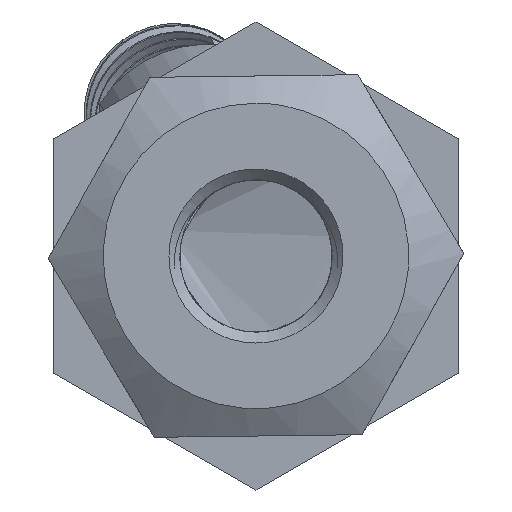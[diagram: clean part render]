
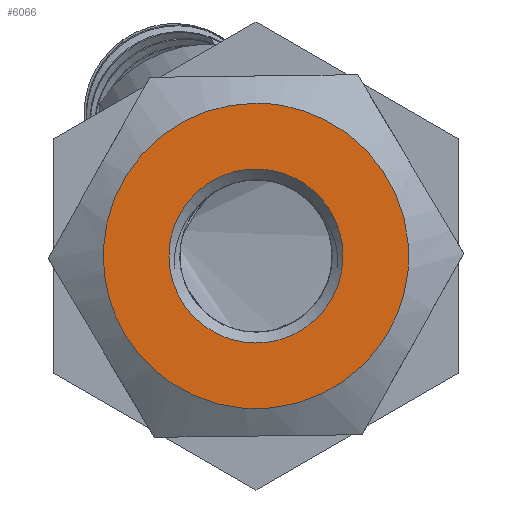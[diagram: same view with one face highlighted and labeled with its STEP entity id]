
A CAD part, left-side view. The second image highlights one B-rep face of the part: STEP entity #6066.
In plain terms, the highlighted free-form (B-spline) face has degree [1, 1] with [2, 2] control points.
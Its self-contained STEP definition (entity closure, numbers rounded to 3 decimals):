
#3210 = EDGE_CURVE('',#3211,#3211,#3213,.T.);
#3211 = VERTEX_POINT('',#3212);
#3212 = CARTESIAN_POINT('',(0.,0.,3.543));
#3213 = ( BOUNDED_CURVE() B_SPLINE_CURVE(2,(#3214,#3215,#3216,#3217,
#3218,#3219,#3220),.UNSPECIFIED.,.T.,.F.) B_SPLINE_CURVE_WITH_KNOTS((3,2
    ,2,3),(3.142,5.236,7.33,9.425),
.PIECEWISE_BEZIER_KNOTS.) CURVE() GEOMETRIC_REPRESENTATION_ITEM() 
RATIONAL_B_SPLINE_CURVE((1.,0.5,1.,0.5,1.,0.5,1.)) REPRESENTATION_ITEM(
  '') );
#3214 = CARTESIAN_POINT('',(0.,0.,3.543));
#3215 = CARTESIAN_POINT('',(0.,6.137,3.543));
#3216 = CARTESIAN_POINT('',(0.,3.068,-1.771));
#3217 = CARTESIAN_POINT('',(0.,0.,-7.086));
#3218 = CARTESIAN_POINT('',(0.,-3.068,-1.771));
#3219 = CARTESIAN_POINT('',(0.,-6.137,3.543));
#3220 = CARTESIAN_POINT('',(0.,0.,3.543));
#6030 = VERTEX_POINT('',#6031);
#6031 = CARTESIAN_POINT('',(0.,2.018,0.));
#6036 = EDGE_CURVE('',#6030,#6030,#6037,.T.);
#6037 = ( BOUNDED_CURVE() B_SPLINE_CURVE(2,(#6038,#6039,#6040,#6041,
#6042,#6043,#6044),.UNSPECIFIED.,.T.,.F.) B_SPLINE_CURVE_WITH_KNOTS((3,2
    ,2,3),(3.142,5.236,7.33,9.425),
.PIECEWISE_BEZIER_KNOTS.) CURVE() GEOMETRIC_REPRESENTATION_ITEM() 
RATIONAL_B_SPLINE_CURVE((1.,0.5,1.,0.5,1.,0.5,1.)) REPRESENTATION_ITEM(
  '') );
#6038 = CARTESIAN_POINT('',(0.,2.018,0.));
#6039 = CARTESIAN_POINT('',(0.,2.018,-3.496));
#6040 = CARTESIAN_POINT('',(0.,-1.009,-1.748));
#6041 = CARTESIAN_POINT('',(0.,-4.036,0.));
#6042 = CARTESIAN_POINT('',(0.,-1.009,1.748));
#6043 = CARTESIAN_POINT('',(0.,2.018,3.496));
#6044 = CARTESIAN_POINT('',(0.,2.018,0.));
#6066 = ADVANCED_FACE('',(#6067,#6070),#6073,.T.);
#6067 = FACE_BOUND('',#6068,.T.);
#6068 = EDGE_LOOP('',(#6069));
#6069 = ORIENTED_EDGE('',*,*,#3210,.T.);
#6070 = FACE_BOUND('',#6071,.T.);
#6071 = EDGE_LOOP('',(#6072));
#6072 = ORIENTED_EDGE('',*,*,#6036,.F.);
#6073 = B_SPLINE_SURFACE_WITH_KNOTS('',1,1,(
    (#6074,#6075)
    ,(#6076,#6077
    )),.UNSPECIFIED.,.F.,.F.,.F.,(2,2),(2,2),(-4.243,
    4.243),(-4.243,4.243),
  .PIECEWISE_BEZIER_KNOTS.);
#6074 = CARTESIAN_POINT('',(0.,-3.543,-3.543));
#6075 = CARTESIAN_POINT('',(0.,3.543,-3.543));
#6076 = CARTESIAN_POINT('',(0.,-3.543,3.543));
#6077 = CARTESIAN_POINT('',(0.,3.543,3.543));
